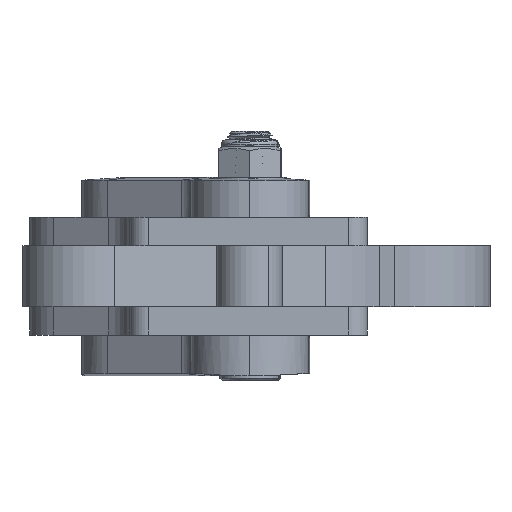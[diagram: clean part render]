
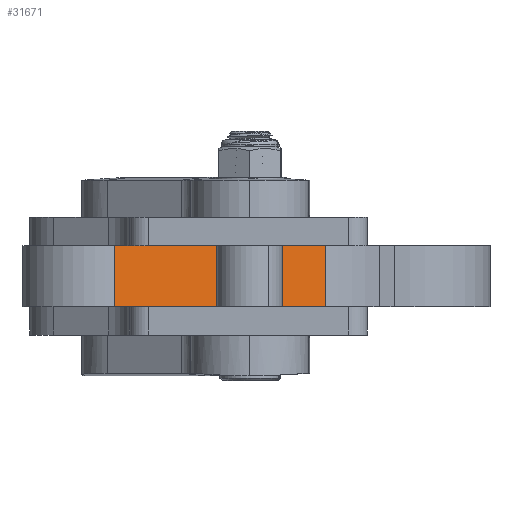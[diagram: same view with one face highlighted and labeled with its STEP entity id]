
A CAD part, front view. The second image highlights one B-rep face of the part: STEP entity #31671.
In plain terms, the highlighted face is planar.
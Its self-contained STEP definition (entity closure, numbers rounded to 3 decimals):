
#730 = ORIENTED_EDGE ( 'NONE', *, *, #49519, .T. ) ;
#867 = EDGE_CURVE ( 'NONE', #11829, #11717, #51914, .T. ) ;
#990 = VECTOR ( 'NONE', #7965, 1000. ) ;
#1492 = DIRECTION ( 'NONE',  ( -1., 0., 0. ) ) ;
#4439 = CARTESIAN_POINT ( 'NONE',  ( 13.1, 0., 13. ) ) ;
#4678 = LINE ( 'NONE', #14786, #36598 ) ;
#7965 = DIRECTION ( 'NONE',  ( 0., 1., 0. ) ) ;
#9777 = FACE_OUTER_BOUND ( 'NONE', #19890, .T. ) ;
#11717 = VERTEX_POINT ( 'NONE', #47306 ) ;
#11829 = VERTEX_POINT ( 'NONE', #4439 ) ;
#14786 = CARTESIAN_POINT ( 'NONE',  ( 13.1, 51.932, 13. ) ) ;
#14846 = DIRECTION ( 'NONE',  ( 0., 0., -1. ) ) ;
#18825 = DIRECTION ( 'NONE',  ( 0., 0., -1. ) ) ;
#19890 = EDGE_LOOP ( 'NONE', ( #730, #51675, #23593, #45298 ) ) ;
#20925 = EDGE_CURVE ( 'NONE', #34299, #26745, #4678, .T. ) ;
#22163 = DIRECTION ( 'NONE',  ( 0., 1., 0. ) ) ;
#23168 = AXIS2_PLACEMENT_3D ( 'NONE', #25445, #1492, #29475 ) ;
#23593 = ORIENTED_EDGE ( 'NONE', *, *, #44901, .F. ) ;
#25445 = CARTESIAN_POINT ( 'NONE',  ( 13.1, 0., 13. ) ) ;
#26374 = LINE ( 'NONE', #46126, #38285 ) ;
#26745 = VERTEX_POINT ( 'NONE', #45504 ) ;
#28261 = CARTESIAN_POINT ( 'NONE',  ( 13.1, 51.932, 13. ) ) ;
#29475 = DIRECTION ( 'NONE',  ( 0., 0., 1. ) ) ;
#31671 = ADVANCED_FACE ( 'NONE', ( #9777 ), #41166, .F. ) ;
#32923 = LINE ( 'NONE', #39934, #990 ) ;
#34299 = VERTEX_POINT ( 'NONE', #28261 ) ;
#36598 = VECTOR ( 'NONE', #18825, 1000. ) ;
#38285 = VECTOR ( 'NONE', #22163, 1000. ) ;
#38664 = CARTESIAN_POINT ( 'NONE',  ( 13.1, 0., 13. ) ) ;
#39934 = CARTESIAN_POINT ( 'NONE',  ( 13.1, 0., 13. ) ) ;
#39958 = VECTOR ( 'NONE', #14846, 1000. ) ;
#41166 = PLANE ( 'NONE',  #23168 ) ;
#44901 = EDGE_CURVE ( 'NONE', #11829, #34299, #32923, .T. ) ;
#45298 = ORIENTED_EDGE ( 'NONE', *, *, #867, .T. ) ;
#45504 = CARTESIAN_POINT ( 'NONE',  ( 13.1, 51.932, 0. ) ) ;
#46126 = CARTESIAN_POINT ( 'NONE',  ( 13.1, 0., 0. ) ) ;
#47306 = CARTESIAN_POINT ( 'NONE',  ( 13.1, 0., 0. ) ) ;
#49519 = EDGE_CURVE ( 'NONE', #11717, #26745, #26374, .T. ) ;
#51675 = ORIENTED_EDGE ( 'NONE', *, *, #20925, .F. ) ;
#51914 = LINE ( 'NONE', #38664, #39958 ) ;
